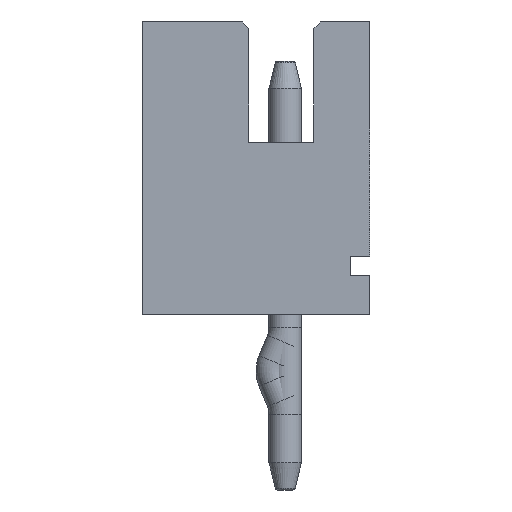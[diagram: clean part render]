
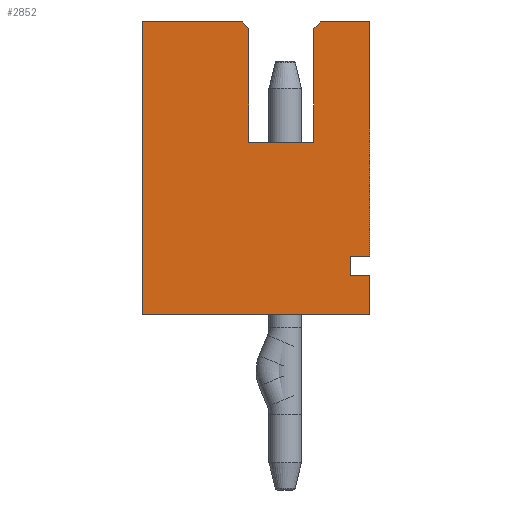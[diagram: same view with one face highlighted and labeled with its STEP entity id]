
A CAD part, left-side view. The second image highlights one B-rep face of the part: STEP entity #2852.
In plain terms, the highlighted planar face has unit normal (-1, 0, 0).
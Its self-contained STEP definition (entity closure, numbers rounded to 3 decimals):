
#179=LINE('',#4136,#531);
#248=LINE('',#4264,#600);
#256=LINE('',#4279,#608);
#296=LINE('',#4371,#648);
#310=LINE('',#4399,#662);
#311=LINE('',#4401,#663);
#312=LINE('',#4403,#664);
#313=LINE('',#4405,#665);
#314=LINE('',#4407,#666);
#315=LINE('',#4409,#667);
#316=LINE('',#4411,#668);
#317=LINE('',#4412,#669);
#318=LINE('',#4414,#670);
#319=LINE('',#4416,#671);
#531=VECTOR('',#3316,1000.);
#600=VECTOR('',#3387,1000.);
#608=VECTOR('',#3397,1000.);
#648=VECTOR('',#3461,1000.);
#662=VECTOR('',#3479,1000.);
#663=VECTOR('',#3480,1000.);
#664=VECTOR('',#3481,1000.);
#665=VECTOR('',#3482,1000.);
#666=VECTOR('',#3483,1000.);
#667=VECTOR('',#3484,1000.);
#668=VECTOR('',#3485,1000.);
#669=VECTOR('',#3486,1000.);
#670=VECTOR('',#3487,1000.);
#671=VECTOR('',#3488,1000.);
#1060=ORIENTED_EDGE('',*,*,#1814,.T.);
#1061=ORIENTED_EDGE('',*,*,#1815,.T.);
#1062=ORIENTED_EDGE('',*,*,#1816,.F.);
#1063=ORIENTED_EDGE('',*,*,#1817,.F.);
#1064=ORIENTED_EDGE('',*,*,#1818,.F.);
#1065=ORIENTED_EDGE('',*,*,#1819,.T.);
#1066=ORIENTED_EDGE('',*,*,#1820,.T.);
#1067=ORIENTED_EDGE('',*,*,#1742,.T.);
#1068=ORIENTED_EDGE('',*,*,#1673,.T.);
#1069=ORIENTED_EDGE('',*,*,#1750,.T.);
#1070=ORIENTED_EDGE('',*,*,#1821,.T.);
#1071=ORIENTED_EDGE('',*,*,#1822,.T.);
#1072=ORIENTED_EDGE('',*,*,#1823,.T.);
#1073=ORIENTED_EDGE('',*,*,#1800,.T.);
#1673=EDGE_CURVE('',#2064,#2063,#179,.T.);
#1742=EDGE_CURVE('',#2122,#2064,#248,.T.);
#1750=EDGE_CURVE('',#2063,#2127,#256,.T.);
#1800=EDGE_CURVE('',#2168,#2169,#296,.T.);
#1814=EDGE_CURVE('',#2169,#2180,#310,.T.);
#1815=EDGE_CURVE('',#2180,#2181,#311,.T.);
#1816=EDGE_CURVE('',#2182,#2181,#312,.T.);
#1817=EDGE_CURVE('',#2183,#2182,#313,.T.);
#1818=EDGE_CURVE('',#2184,#2183,#314,.T.);
#1819=EDGE_CURVE('',#2184,#2185,#315,.T.);
#1820=EDGE_CURVE('',#2185,#2122,#316,.T.);
#1821=EDGE_CURVE('',#2127,#2186,#317,.T.);
#1822=EDGE_CURVE('',#2186,#2187,#318,.T.);
#1823=EDGE_CURVE('',#2187,#2168,#319,.T.);
#2063=VERTEX_POINT('',#4135);
#2064=VERTEX_POINT('',#4137);
#2122=VERTEX_POINT('',#4265);
#2127=VERTEX_POINT('',#4278);
#2168=VERTEX_POINT('',#4372);
#2169=VERTEX_POINT('',#4373);
#2180=VERTEX_POINT('',#4400);
#2181=VERTEX_POINT('',#4402);
#2182=VERTEX_POINT('',#4404);
#2183=VERTEX_POINT('',#4406);
#2184=VERTEX_POINT('',#4408);
#2185=VERTEX_POINT('',#4410);
#2186=VERTEX_POINT('',#4413);
#2187=VERTEX_POINT('',#4415);
#2344=EDGE_LOOP('',(#1060,#1061,#1062,#1063,#1064,#1065,#1066,#1067,#1068,
#1069,#1070,#1071,#1072,#1073));
#2546=FACE_BOUND('',#2344,.T.);
#2726=PLANE('',#3062);
#2852=ADVANCED_FACE('',(#2546),#2726,.T.);
#3062=AXIS2_PLACEMENT_3D('',#4398,#3477,#3478);
#3316=DIRECTION('',(0.,-1.,0.));
#3387=DIRECTION('',(0.,0.,-1.));
#3397=DIRECTION('',(0.,0.,1.));
#3461=DIRECTION('',(0.,0.,1.));
#3477=DIRECTION('',(-1.,0.,0.));
#3478=DIRECTION('',(0.,0.,1.));
#3479=DIRECTION('',(0.,1.,0.));
#3480=DIRECTION('',(0.,0.707,-0.707));
#3481=DIRECTION('',(0.,0.,1.));
#3482=DIRECTION('',(0.,-1.,0.));
#3483=DIRECTION('',(0.,0.,-1.));
#3484=DIRECTION('',(0.,0.707,0.707));
#3485=DIRECTION('',(0.,1.,0.));
#3486=DIRECTION('',(0.,1.,0.));
#3487=DIRECTION('',(0.,0.,1.));
#3488=DIRECTION('',(0.,-1.,0.));
#4135=CARTESIAN_POINT('',(-8.25,-1.75,-2.25));
#4136=CARTESIAN_POINT('',(-8.25,1.75,-2.25));
#4137=CARTESIAN_POINT('',(-8.25,1.75,-2.25));
#4264=CARTESIAN_POINT('',(-8.25,1.75,2.25));
#4265=CARTESIAN_POINT('',(-8.25,1.75,2.25));
#4278=CARTESIAN_POINT('',(-8.25,-1.75,-1.65));
#4279=CARTESIAN_POINT('',(-8.25,-1.75,-2.25));
#4371=CARTESIAN_POINT('',(-8.25,-1.75,-2.25));
#4372=CARTESIAN_POINT('',(-8.25,-1.75,-1.35));
#4373=CARTESIAN_POINT('',(-8.25,-1.75,2.25));
#4398=CARTESIAN_POINT('',(-8.25,0.,0.));
#4399=CARTESIAN_POINT('',(-8.25,-1.75,2.25));
#4400=CARTESIAN_POINT('',(-8.25,-0.99,2.25));
#4401=CARTESIAN_POINT('',(-8.25,0.63,0.63));
#4402=CARTESIAN_POINT('',(-8.25,-0.89,2.15));
#4403=CARTESIAN_POINT('',(-8.25,-0.89,0.4));
#4404=CARTESIAN_POINT('',(-8.25,-0.89,0.4));
#4405=CARTESIAN_POINT('',(-8.25,0.11,0.4));
#4406=CARTESIAN_POINT('',(-8.25,0.11,0.4));
#4407=CARTESIAN_POINT('',(-8.25,0.11,2.25));
#4408=CARTESIAN_POINT('',(-8.25,0.11,2.15));
#4409=CARTESIAN_POINT('',(-8.25,-1.02,1.02));
#4410=CARTESIAN_POINT('',(-8.25,0.21,2.25));
#4411=CARTESIAN_POINT('',(-8.25,-1.75,2.25));
#4412=CARTESIAN_POINT('',(-8.25,0.,-1.65));
#4413=CARTESIAN_POINT('',(-8.25,-1.45,-1.65));
#4414=CARTESIAN_POINT('',(-8.25,-1.45,0.));
#4415=CARTESIAN_POINT('',(-8.25,-1.45,-1.35));
#4416=CARTESIAN_POINT('',(-8.25,0.,-1.35));
